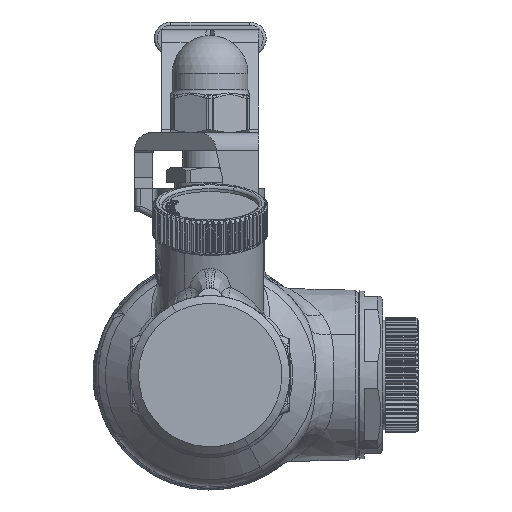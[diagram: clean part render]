
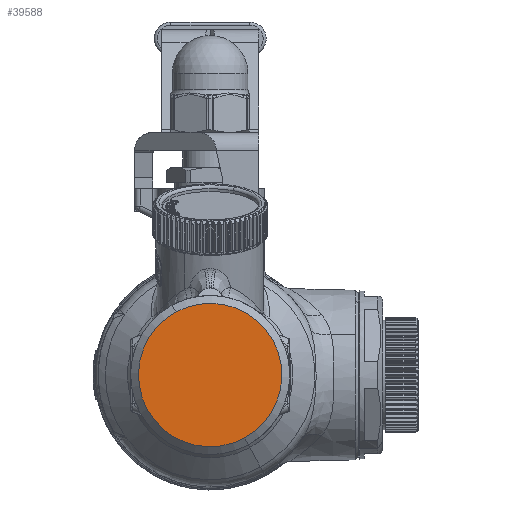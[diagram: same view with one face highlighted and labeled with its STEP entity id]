
A CAD part, left-side view. The second image highlights one B-rep face of the part: STEP entity #39588.
In plain terms, the highlighted planar face has unit normal (-1, 0, 0).
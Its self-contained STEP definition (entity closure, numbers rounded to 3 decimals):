
#39544=CARTESIAN_POINT('Vertex',(-46.5,-5.681,-10.399)) ;
#39547=CARTESIAN_POINT('Axis2P3D Location',(-46.5,0.,0.)) ;
#39551=CARTESIAN_POINT('Vertex',(-46.5,5.681,10.399)) ;
#39574=CARTESIAN_POINT('Axis2P3D Location',(-46.5,0.,11.85)) ;
#39579=CARTESIAN_POINT('Axis2P3D Location',(-46.5,0.,0.)) ;
#39548=DIRECTION('Axis2P3D Direction',(1.,-0.,0.)) ;
#39575=DIRECTION('Axis2P3D Direction',(-1.,0.,0.)) ;
#39576=DIRECTION('Axis2P3D XDirection',(0.,1.,0.)) ;
#39580=DIRECTION('Axis2P3D Direction',(-1.,0.,0.)) ;
#39549=AXIS2_PLACEMENT_3D('Circle Axis2P3D',#39547,#39548,$) ;
#39577=AXIS2_PLACEMENT_3D('Plane Axis2P3D',#39574,#39575,#39576) ;
#39581=AXIS2_PLACEMENT_3D('Circle Axis2P3D',#39579,#39580,$) ;
#39550=CIRCLE('generated circle',#39549,11.85) ;
#39582=CIRCLE('generated circle',#39581,11.85) ;
#39578=PLANE('',#39577) ;
#39553=EDGE_CURVE('',#39552,#39545,#39550,.F.) ;
#39583=EDGE_CURVE('',#39545,#39552,#39582,.T.) ;
#39585=ORIENTED_EDGE('',*,*,#39583,.T.) ;
#39586=ORIENTED_EDGE('',*,*,#39553,.T.) ;
#39584=EDGE_LOOP('',(#39585,#39586)) ;
#39545=VERTEX_POINT('',#39544) ;
#39552=VERTEX_POINT('',#39551) ;
#39588=ADVANCED_FACE('324250 - TST',(#39587),#39578,.T.) ;
#39587=FACE_OUTER_BOUND('',#39584,.T.) ;
